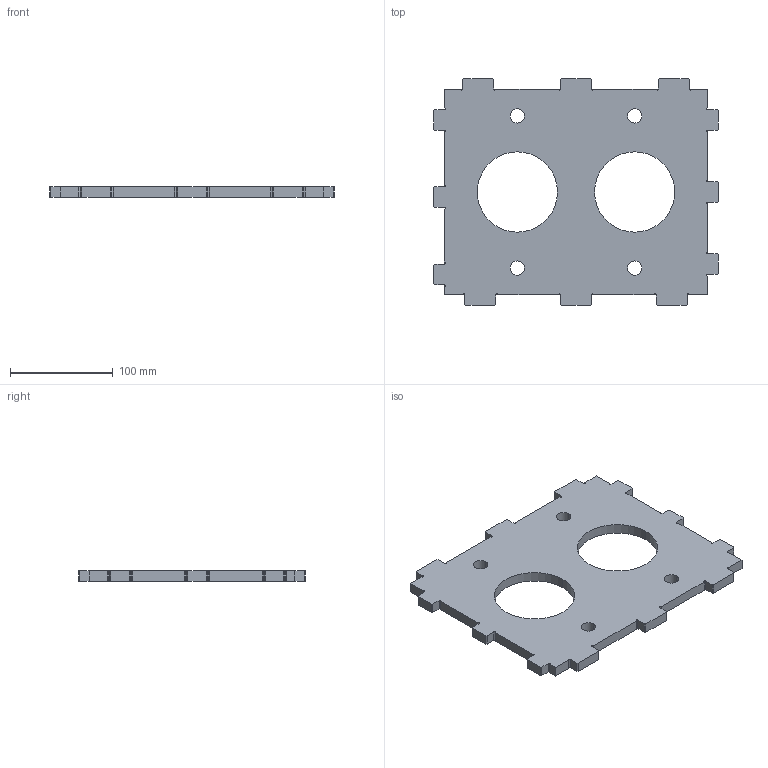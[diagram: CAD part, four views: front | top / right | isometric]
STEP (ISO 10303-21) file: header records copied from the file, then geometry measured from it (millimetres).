
FILE_DESCRIPTION (( 'STEP AP203' ), '1' );
FILE_NAME ('SHRPRO-V1 1110.05-A Bearing side plate 1.step', '2019-12-23T20:11:50', ( '' ), ( '' ), 'SwSTEP 2.0', 'SolidWorks 2018', '' );
FILE_SCHEMA (( 'CONFIG_CONTROL_DESIGN' ));
Length unit declared in the file: millimetre
Products named in the file (1): SHRPRO-V1 1110.05-A Bearing side plate 1
Bounding box: 276 x 220 x 10 mm (x, y, z)
Volume: 439778.2 mm3; surface area: 106269.2 mm2
Topology: 1 solids, 1 shells, 120 faces, 354 edges, 236 vertices
Faces by surface type: plane 78, cylinder 42
Entity records: 4079 total; most frequent: CARTESIAN_POINT 735, ORIENTED_EDGE 708, DIRECTION 656, EDGE_CURVE 354, VECTOR 246, LINE 246, VERTEX_POINT 236, AXIS2_PLACEMENT_3D 205
